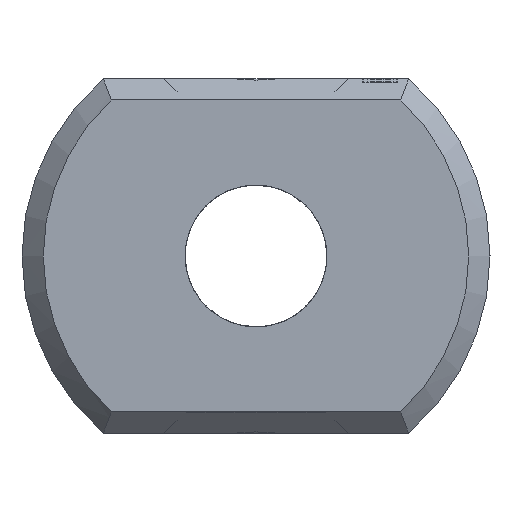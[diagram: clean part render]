
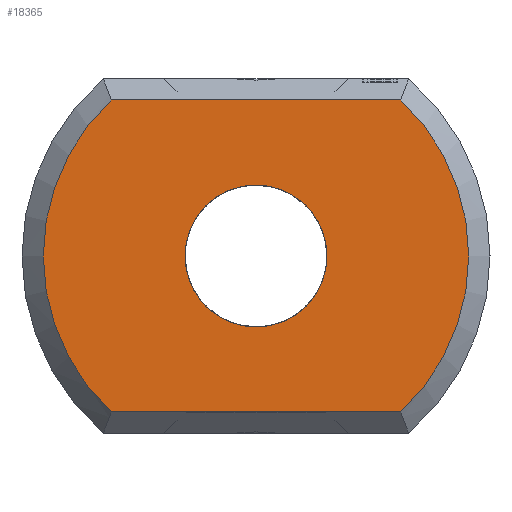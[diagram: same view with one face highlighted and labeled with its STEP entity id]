
A CAD part, left-side view. The second image highlights one B-rep face of the part: STEP entity #18365.
In plain terms, the highlighted planar face has unit normal (-1, 0, 0).
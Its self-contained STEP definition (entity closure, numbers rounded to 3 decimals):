
#4507 = VERTEX_POINT('',#4508);
#4508 = CARTESIAN_POINT('',(0.,-2.04,2.2));
#4517 = VERTEX_POINT('',#4518);
#4518 = CARTESIAN_POINT('',(0.,-2.04,-2.2));
#4525 = EDGE_CURVE('',#4507,#4517,#4526,.T.);
#4526 = CIRCLE('',#4527,3.);
#4527 = AXIS2_PLACEMENT_3D('',#4528,#4529,#4530);
#4528 = CARTESIAN_POINT('',(0.,0.,0.));
#4529 = DIRECTION('',(1.,0.,0.));
#4530 = DIRECTION('',(0.,-0.653,0.758)
  );
#5924 = VERTEX_POINT('',#5925);
#5925 = CARTESIAN_POINT('',(0.,2.04,2.2));
#5932 = EDGE_CURVE('',#4507,#5924,#5933,.T.);
#5933 = LINE('',#5934,#5935);
#5934 = CARTESIAN_POINT('',(0.,-2.154,2.2));
#5935 = VECTOR('',#5936,1.);
#5936 = DIRECTION('',(0.,1.,0.));
#18365 = ADVANCED_FACE('',(#18366,#18385),#18396,.F.);
#18366 = FACE_BOUND('',#18367,.F.);
#18367 = EDGE_LOOP('',(#18368,#18377,#18378,#18379));
#18368 = ORIENTED_EDGE('',*,*,#18369,.T.);
#18369 = EDGE_CURVE('',#18370,#5924,#18372,.T.);
#18370 = VERTEX_POINT('',#18371);
#18371 = CARTESIAN_POINT('',(0.,2.04,-2.2));
#18372 = CIRCLE('',#18373,3.);
#18373 = AXIS2_PLACEMENT_3D('',#18374,#18375,#18376);
#18374 = CARTESIAN_POINT('',(0.,0.,0.));
#18375 = DIRECTION('',(1.,0.,0.));
#18376 = DIRECTION('',(0.,0.653,-0.758)
  );
#18377 = ORIENTED_EDGE('',*,*,#5932,.F.);
#18378 = ORIENTED_EDGE('',*,*,#4525,.T.);
#18379 = ORIENTED_EDGE('',*,*,#18380,.T.);
#18380 = EDGE_CURVE('',#4517,#18370,#18381,.T.);
#18381 = LINE('',#18382,#18383);
#18382 = CARTESIAN_POINT('',(0.,-2.154,-2.2));
#18383 = VECTOR('',#18384,1.);
#18384 = DIRECTION('',(0.,1.,0.));
#18385 = FACE_BOUND('',#18386,.T.);
#18386 = EDGE_LOOP('',(#18387));
#18387 = ORIENTED_EDGE('',*,*,#18388,.T.);
#18388 = EDGE_CURVE('',#18389,#18389,#18391,.T.);
#18389 = VERTEX_POINT('',#18390);
#18390 = CARTESIAN_POINT('',(0.,1.,0.)
  );
#18391 = CIRCLE('',#18392,1.);
#18392 = AXIS2_PLACEMENT_3D('',#18393,#18394,#18395);
#18393 = CARTESIAN_POINT('',(0.,0.,0.));
#18394 = DIRECTION('',(1.,0.,0.));
#18395 = DIRECTION('',(0.,1.,0.));
#18396 = PLANE('',#18397);
#18397 = AXIS2_PLACEMENT_3D('',#18398,#18399,#18400);
#18398 = CARTESIAN_POINT('',(0.,0.,0.));
#18399 = DIRECTION('',(1.,0.,0.));
#18400 = DIRECTION('',(0.,0.,1.));
